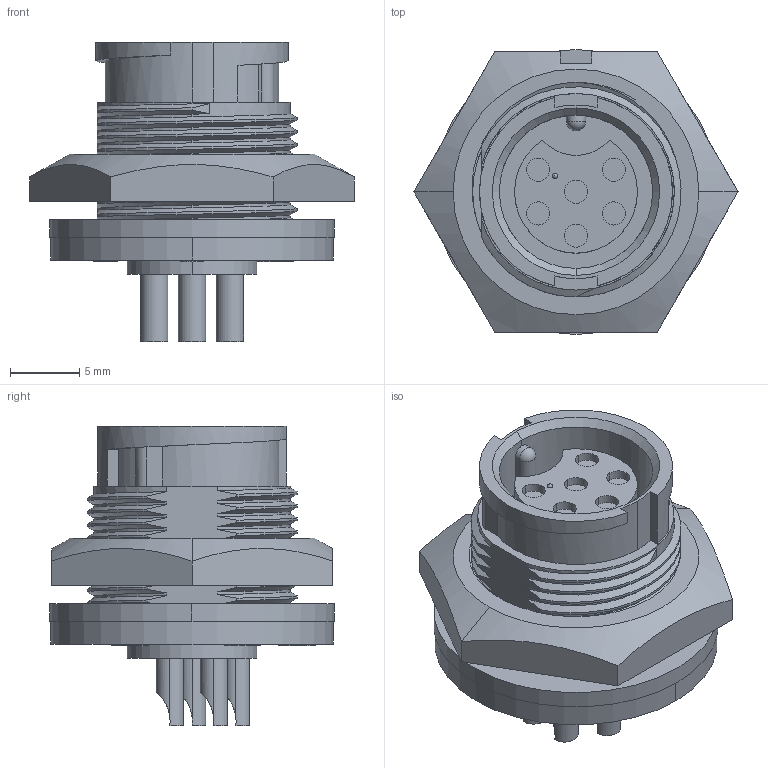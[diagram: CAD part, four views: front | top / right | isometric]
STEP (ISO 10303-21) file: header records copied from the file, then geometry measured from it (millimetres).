
FILE_DESCRIPTION (( 'STEP AP203' ), '1' );
FILE_NAME ('7282-6SG-300.STEP', '2013-10-22T18:36:58', ( 'J0FPBF1' ), ( '' ), 'SwSTEP 2.0', 'SolidWorks 2012', '' );
FILE_SCHEMA (( 'CONFIG_CONTROL_DESIGN' ));
Length unit declared in the file: inch
Products named in the file (1): 7282-6SG-300
Bounding box: 23.46 x 20.62 x 21.64 mm (x, y, z)
Volume: 3242.3 mm3; surface area: 3115.1 mm2
Topology: 2 solids, 2 shells, 273 faces, 736 edges, 490 vertices
Faces by surface type: cylinder 105, plane 97, bspline 65, cone 4, sphere 2
Entity records: 16480 total; most frequent: CARTESIAN_POINT 10326, ORIENTED_EDGE 1464, DIRECTION 967, EDGE_CURVE 732, VERTEX_POINT 488, VECTOR 357, LINE 357, AXIS2_PLACEMENT_3D 305
